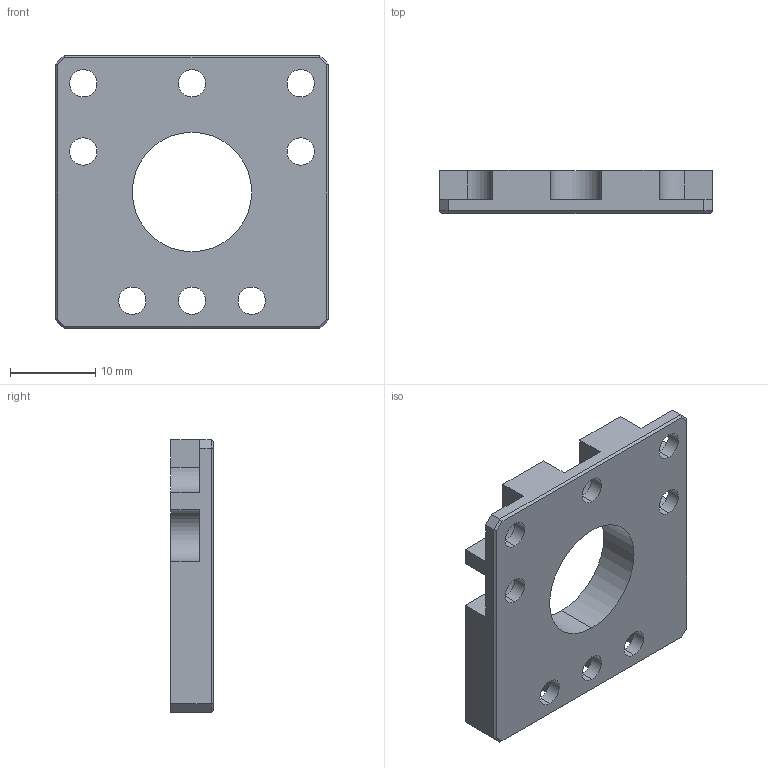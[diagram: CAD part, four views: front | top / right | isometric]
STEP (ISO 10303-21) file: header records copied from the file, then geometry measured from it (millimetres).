
FILE_DESCRIPTION (( 'STEP AP203' ), '1' );
FILE_NAME ('GUS-P1318_PLAQUE BUTEE TUBE INT_07122021.STEP', '2021-12-07T14:59:45', ( '' ), ( '' ), 'SwSTEP 2.0', 'SolidWorks 2020', '' );
FILE_SCHEMA (( 'CONFIG_CONTROL_DESIGN' ));
Length unit declared in the file: millimetre
Products named in the file (1): GUS-P1318_PLAQUE BUTEE TUBE INT_07122021
Bounding box: 32 x 5 x 32 mm (x, y, z)
Volume: 3298.2 mm3; surface area: 2763.5 mm2
Topology: 1 solids, 1 shells, 71 faces, 199 edges, 130 vertices
Faces by surface type: plane 42, cylinder 29
Entity records: 2400 total; most frequent: CARTESIAN_POINT 401, DIRECTION 401, ORIENTED_EDGE 398, EDGE_CURVE 199, VECTOR 141, LINE 141, VERTEX_POINT 130, AXIS2_PLACEMENT_3D 130
